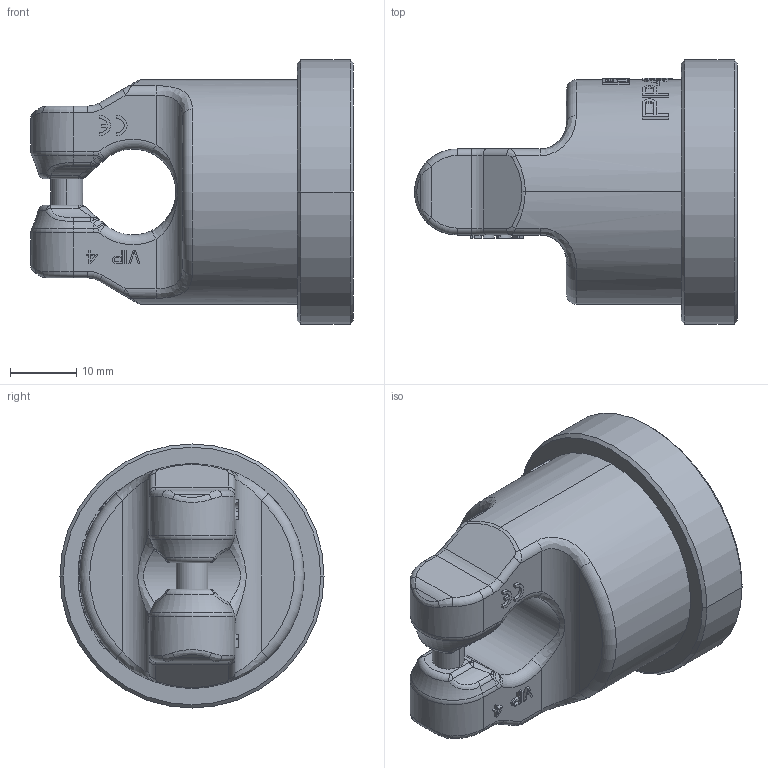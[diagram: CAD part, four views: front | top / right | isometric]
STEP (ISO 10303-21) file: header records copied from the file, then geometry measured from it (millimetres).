
FILE_DESCRIPTION((''),'2;1');
FILE_NAME('001-M31453-P-40_ASM','2019-03-15T',('anja.joas'),(''),'PRO/ENGINEER BY PARAMETRIC TECHNOLOGY CORPORATION, 2011490','PRO/ENGINEER BY PARAMETRIC TECHNOLOGY CORPORATION, 2011490','');
FILE_SCHEMA(('CONFIG_CONTROL_DESIGN'));
Length unit declared in the file: millimetre
Products named in the file (3): 001-M31453-P-20_AF0; 001-M31453-P-50; 001-M31453-P-40_ASM
Assembly tree (2 placements, depth 2):
  001-M31453-P-40_ASM
    001-M31453-P-20_AF0
    001-M31453-P-50
Bounding box: 48.9 x 40 x 40 mm (x, y, z)
Volume: 32323.4 mm3; surface area: 8957.9 mm2
Topology: 2 solids, 2 shells, 567 faces, 1499 edges, 960 vertices
Faces by surface type: plane 398, cylinder 71, bspline 64, torus 20, sphere 8, cone 6
Entity records: 19558 total; most frequent: CARTESIAN_POINT 6596, ORIENTED_EDGE 2998, DIRECTION 2225, EDGE_CURVE 1499, VERTEX_POINT 960, AXIS2_PLACEMENT_3D 780, VECTOR 665, LINE 665
